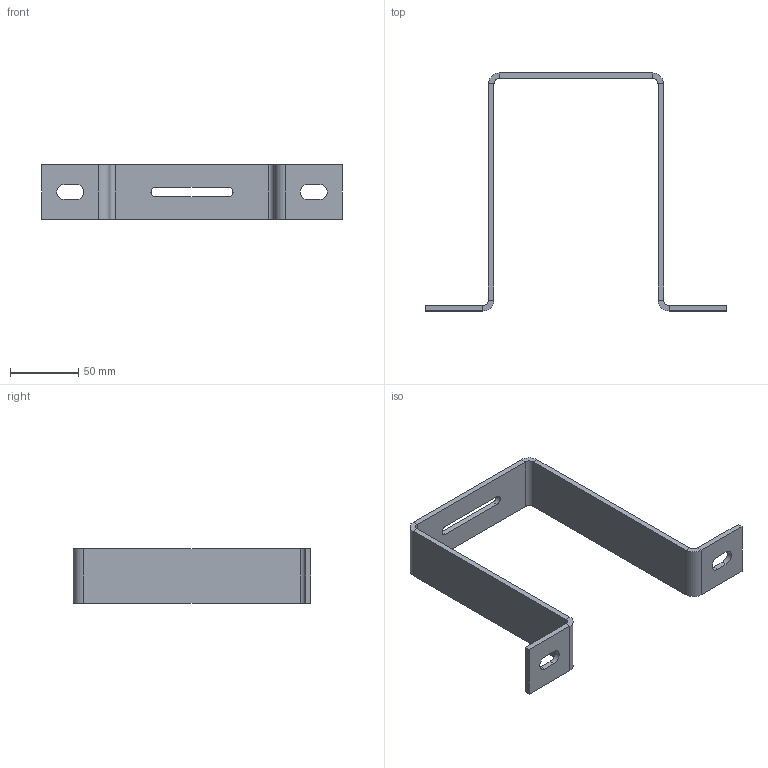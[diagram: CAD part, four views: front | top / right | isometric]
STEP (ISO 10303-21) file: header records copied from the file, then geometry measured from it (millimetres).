
FILE_DESCRIPTION (( 'STEP AP203' ), '1' );
FILE_NAME ('6363997.STEP', '2015-06-12T10:01:05', ( 'oborz' ), ( 'Microsoft' ), 'SwSTEP 2.0', 'SolidWorks 2014', '' );
FILE_SCHEMA (( 'CONFIG_CONTROL_DESIGN' ));
Length unit declared in the file: millimetre
Products named in the file (2): 6363997
Bounding box: 220 x 174 x 40 mm (x, y, z)
Volume: 84761.7 mm3; surface area: 48030.8 mm2
Topology: 1 solids, 1 shells, 50 faces, 112 edges, 64 vertices
Faces by surface type: plane 36, cylinder 14
Entity records: 1515 total; most frequent: DIRECTION 244, CARTESIAN_POINT 228, ORIENTED_EDGE 224, EDGE_CURVE 112, VECTOR 84, LINE 84, AXIS2_PLACEMENT_3D 80, VERTEX_POINT 64
